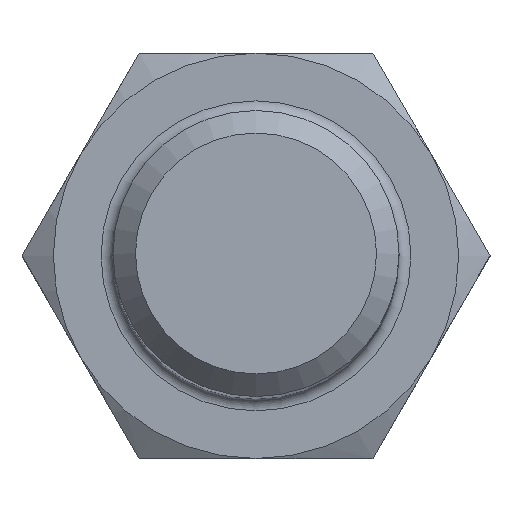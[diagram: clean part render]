
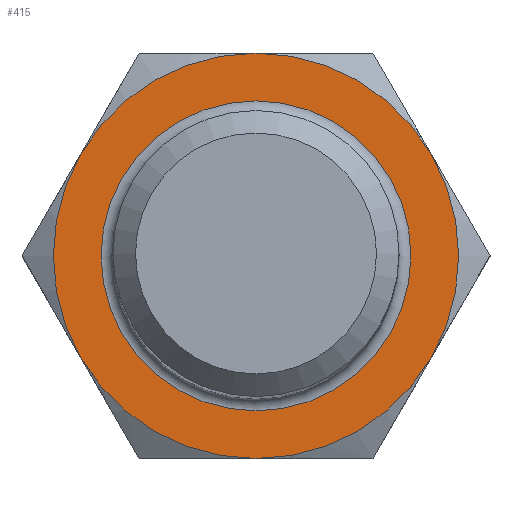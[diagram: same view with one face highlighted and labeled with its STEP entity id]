
A CAD part, top view. The second image highlights one B-rep face of the part: STEP entity #415.
In plain terms, the highlighted planar face has unit normal (0, 0, 1).
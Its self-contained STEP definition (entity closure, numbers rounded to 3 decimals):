
#14=FACE_BOUND('',#145,.T.);
#63=PLANE('',#494);
#115=FACE_OUTER_BOUND('',#144,.T.);
#144=EDGE_LOOP('',(#372,#373,#374,#375,#376,#377));
#145=EDGE_LOOP('',(#378));
#154=CIRCLE('',#454,8.5);
#155=CIRCLE('',#456,8.5);
#159=CIRCLE('',#461,6.5);
#165=CIRCLE('',#476,8.5);
#166=CIRCLE('',#478,8.5);
#167=CIRCLE('',#480,8.5);
#168=CIRCLE('',#482,8.5);
#183=VERTEX_POINT('',#652);
#184=VERTEX_POINT('',#653);
#186=VERTEX_POINT('',#663);
#188=VERTEX_POINT('',#668);
#191=VERTEX_POINT('',#678);
#200=VERTEX_POINT('',#707);
#205=VERTEX_POINT('',#746);
#220=EDGE_CURVE('',#183,#184,#154,.T.);
#224=EDGE_CURVE('',#188,#186,#155,.T.);
#229=EDGE_CURVE('',#191,#191,#159,.T.);
#250=EDGE_CURVE('',#184,#200,#165,.T.);
#252=EDGE_CURVE('',#200,#188,#166,.T.);
#254=EDGE_CURVE('',#186,#205,#167,.T.);
#257=EDGE_CURVE('',#205,#183,#168,.T.);
#372=ORIENTED_EDGE('',*,*,#250,.T.);
#373=ORIENTED_EDGE('',*,*,#252,.T.);
#374=ORIENTED_EDGE('',*,*,#224,.T.);
#375=ORIENTED_EDGE('',*,*,#254,.T.);
#376=ORIENTED_EDGE('',*,*,#257,.T.);
#377=ORIENTED_EDGE('',*,*,#220,.T.);
#378=ORIENTED_EDGE('',*,*,#229,.F.);
#415=ADVANCED_FACE('',(#115,#14),#63,.T.);
#454=AXIS2_PLACEMENT_3D('',#654,#523,#524);
#456=AXIS2_PLACEMENT_3D('',#669,#527,#528);
#461=AXIS2_PLACEMENT_3D('',#680,#537,#538);
#476=AXIS2_PLACEMENT_3D('',#739,#574,#575);
#478=AXIS2_PLACEMENT_3D('',#744,#578,#579);
#480=AXIS2_PLACEMENT_3D('',#750,#582,#583);
#482=AXIS2_PLACEMENT_3D('',#759,#586,#587);
#494=AXIS2_PLACEMENT_3D('',#787,#612,#613);
#523=DIRECTION('center_axis',(0.,0.,1.));
#524=DIRECTION('ref_axis',(-1.,0.,0.));
#527=DIRECTION('center_axis',(0.,0.,1.));
#528=DIRECTION('ref_axis',(-1.,0.,0.));
#537=DIRECTION('center_axis',(0.,0.,1.));
#538=DIRECTION('ref_axis',(-1.,0.,0.));
#574=DIRECTION('center_axis',(0.,0.,1.));
#575=DIRECTION('ref_axis',(-1.,0.,0.));
#578=DIRECTION('center_axis',(0.,0.,1.));
#579=DIRECTION('ref_axis',(-1.,0.,0.));
#582=DIRECTION('center_axis',(0.,0.,1.));
#583=DIRECTION('ref_axis',(-1.,0.,0.));
#586=DIRECTION('center_axis',(0.,0.,1.));
#587=DIRECTION('ref_axis',(-1.,0.,0.));
#612=DIRECTION('center_axis',(0.,0.,1.));
#613=DIRECTION('ref_axis',(1.,0.,0.));
#652=CARTESIAN_POINT('',(7.361,-4.25,28.));
#653=CARTESIAN_POINT('',(7.361,4.25,28.));
#654=CARTESIAN_POINT('Origin',(0.,0.,28.));
#663=CARTESIAN_POINT('',(-7.361,-4.25,28.));
#668=CARTESIAN_POINT('',(-7.361,4.25,28.));
#669=CARTESIAN_POINT('Origin',(0.,0.,28.));
#678=CARTESIAN_POINT('',(-6.5,0.,28.));
#680=CARTESIAN_POINT('Origin',(0.,0.,28.));
#707=CARTESIAN_POINT('',(0.,8.5,28.));
#739=CARTESIAN_POINT('Origin',(0.,0.,28.));
#744=CARTESIAN_POINT('Origin',(0.,0.,28.));
#746=CARTESIAN_POINT('',(0.,-8.5,28.));
#750=CARTESIAN_POINT('Origin',(0.,0.,28.));
#759=CARTESIAN_POINT('Origin',(0.,0.,28.));
#787=CARTESIAN_POINT('Origin',(-4.907,0.,28.));
